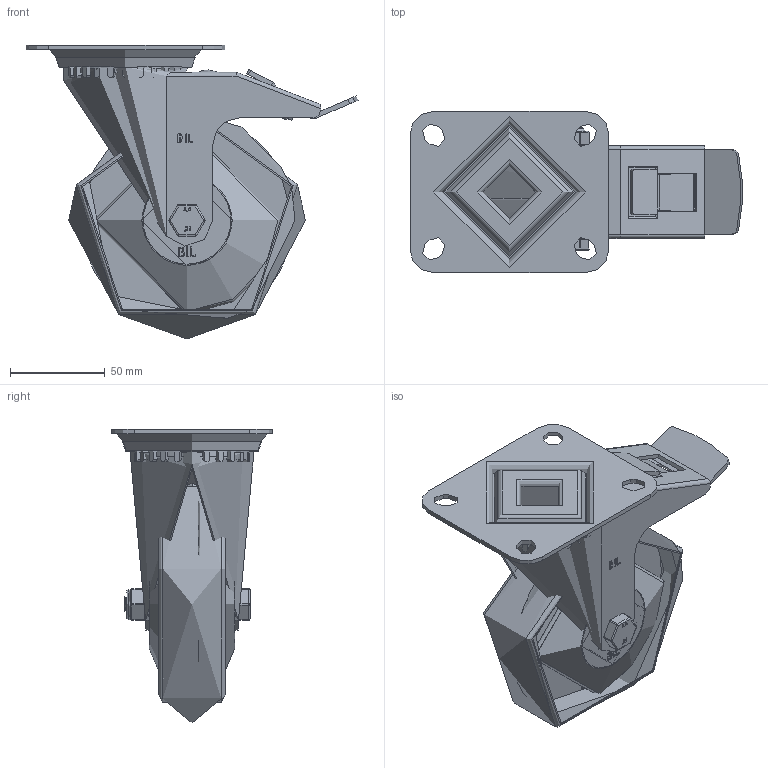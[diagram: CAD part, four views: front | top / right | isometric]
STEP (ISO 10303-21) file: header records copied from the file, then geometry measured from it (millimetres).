
FILE_DESCRIPTION(/* description */ ('','CAx-IF Rec.Pracs.---Representation and Presentation of Product Manufacturing Information (PMI)---4.0---2014-10-13'),/* implementation_level */ '2;1');
FILE_NAME(/* name */ 'BZMM125NYGSWB.step',/* time_stamp */ '2024-11-28T17:02:16Z',/* author */ (''),/* organization */ (''),/* preprocessor_version */ 'ST-DEVELOPER v20',/* originating_system */ 'Autodesk Translation Framework v13.20.0.188',/* authorisation */ '');
FILE_SCHEMA (('AP242_MANAGED_MODEL_BASED_3D_ENGINEERING_MIM_LF { 1 0 10303 442 1 1 4 }'));
Length unit declared in the file: millimetre
Products named in the file (26): BZMM125NYGSWB; BZMM125ASSWB v1; ZINC PLATED, PRESSED STEEL TOP PLATE; ZINC PLATED, PRESSED STEEL FORKS; BEARING SEAL; ZINC PLATED, PRESSED STEEL BRAKE PEDAL; ZINC PLATED, PRESSED STEEL BRAKE PEDAL Geometry; BRAKE BOLT; BRAKE PAD; BRAKE PAD Geometry; BOLT; NUT; BZH125WNY v1; WHITE NYLON WHEEL; TUBEM15X45 v1; ZINC PLATED, STEEL TUBE; TG100/10 v4; TG100/10; TG100/10 v4 (1); TG100/10 (1); HEXBOLTM10X60Z8.8 v2; GRADE 8.8 ZINC PLATED BOLT; NYLOCM10Z v1; NYLOC NUT; RUBBER; NUT (1)
Assembly tree (25 placements, depth 4):
  BZMM125NYGSWB
    BZMM125ASSWB v1
      ZINC PLATED, PRESSED STEEL TOP PLATE
      ZINC PLATED, PRESSED STEEL FORKS
      BEARING SEAL
      ZINC PLATED, PRESSED STEEL BRAKE PEDAL
        ZINC PLATED, PRESSED STEEL BRAKE PEDAL Geometry
        BRAKE BOLT
      BRAKE PAD
        BRAKE PAD Geometry
        BOLT
        NUT
    BZH125WNY v1
      WHITE NYLON WHEEL
    TUBEM15X45 v1
      ZINC PLATED, STEEL TUBE
    TG100/10 v4
      TG100/10
    TG100/10 v4 (1)
      TG100/10 (1)
    HEXBOLTM10X60Z8.8 v2
      GRADE 8.8 ZINC PLATED BOLT
    NYLOCM10Z v1
      NYLOC NUT
        RUBBER
        NUT (1)
Bounding box: 175.28 x 85 x 155 mm (x, y, z)
Volume: 273219.2 mm3; surface area: 172856.7 mm2
Topology: 15 solids, 15 shells, 963 faces, 2554 edges, 1667 vertices
Faces by surface type: plane 445, bspline 256, cylinder 205, torus 26, sphere 19, cone 12
Full cylindrical faces by diameter (mm): 6 x6, 8.141 x19, 9.85 x20, 10 x3, 10.2 x3, 10.5 x2, 12 x2, 14.95 x1, 15.2 x1, 15.5 x1, 16 x1, 28 x1, 34 x2, 40 x1, 61.5 x1, 65.5 x1, 98 x2, 99 x2, 112 x2
Entity records: 40707 total; most frequent: CARTESIAN_POINT 17583, ORIENTED_EDGE 5102, DIRECTION 3902, EDGE_CURVE 2551, VERTEX_POINT 1667, LINE 1510, VECTOR 1510, AXIS2_PLACEMENT_3D 1196
